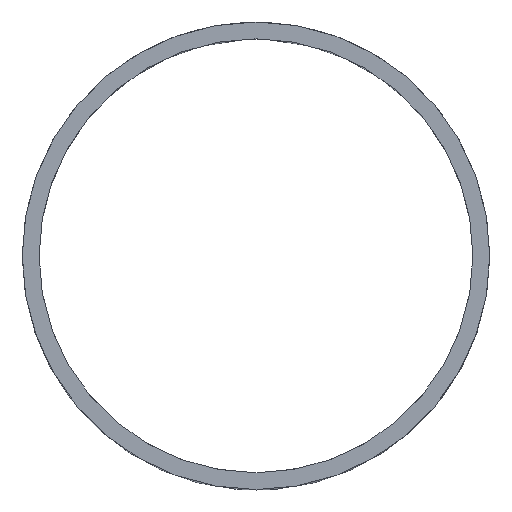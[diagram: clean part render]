
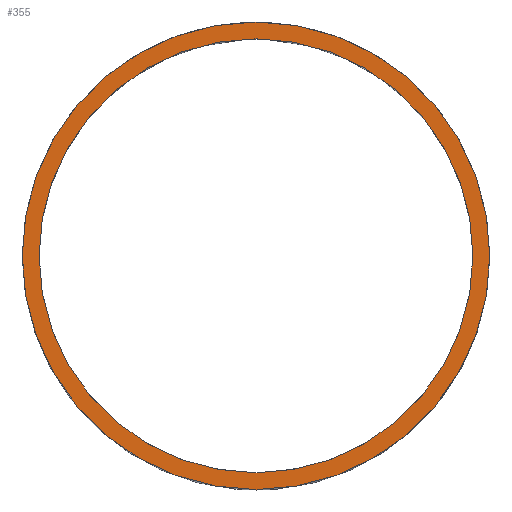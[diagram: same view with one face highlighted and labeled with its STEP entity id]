
A CAD part, top view. The second image highlights one B-rep face of the part: STEP entity #355.
In plain terms, the highlighted planar face has unit normal (0, 0, 1).
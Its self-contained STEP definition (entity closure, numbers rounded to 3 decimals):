
#28 = FACE_OUTER_BOUND ( 'NONE', #669, .T. ) ;
#42 = CARTESIAN_POINT ( 'NONE',  ( 0., 0., 30. ) ) ;
#51 = PLANE ( 'NONE',  #294 ) ;
#57 = AXIS2_PLACEMENT_3D ( 'NONE', #110, #242, #366 ) ;
#79 = VERTEX_POINT ( 'NONE', #510 ) ;
#87 = EDGE_CURVE ( 'NONE', #79, #288, #619, .T. ) ;
#92 = CARTESIAN_POINT ( 'NONE',  ( -25., 0., 30. ) ) ;
#110 = CARTESIAN_POINT ( 'NONE',  ( 0., 0., 30. ) ) ;
#123 = VERTEX_POINT ( 'NONE', #399 ) ;
#160 = EDGE_CURVE ( 'NONE', #123, #654, #314, .T. ) ;
#189 = CIRCLE ( 'NONE', #527, 25. ) ;
#242 = DIRECTION ( 'NONE',  ( 0., 0., 1. ) ) ;
#276 = ORIENTED_EDGE ( 'NONE', *, *, #160, .T. ) ;
#288 = VERTEX_POINT ( 'NONE', #545 ) ;
#294 = AXIS2_PLACEMENT_3D ( 'NONE', #42, #553, #310 ) ;
#310 = DIRECTION ( 'NONE',  ( 1., 0., 0. ) ) ;
#314 = CIRCLE ( 'NONE', #420, 25. ) ;
#330 = CARTESIAN_POINT ( 'NONE',  ( 0., 0., 30. ) ) ;
#352 = FACE_BOUND ( 'NONE', #797, .T. ) ;
#355 = ADVANCED_FACE ( 'NONE', ( #28, #352 ), #51, .T. ) ;
#366 = DIRECTION ( 'NONE',  ( 1., 0., 0. ) ) ;
#391 = DIRECTION ( 'NONE',  ( 0., 0., 1. ) ) ;
#399 = CARTESIAN_POINT ( 'NONE',  ( 25., 0., 30. ) ) ;
#400 = AXIS2_PLACEMENT_3D ( 'NONE', #504, #486, #771 ) ;
#403 = EDGE_CURVE ( 'NONE', #288, #79, #824, .T. ) ;
#420 = AXIS2_PLACEMENT_3D ( 'NONE', #330, #391, #457 ) ;
#457 = DIRECTION ( 'NONE',  ( 1., 0., 0. ) ) ;
#486 = DIRECTION ( 'NONE',  ( 0., 0., 1. ) ) ;
#504 = CARTESIAN_POINT ( 'NONE',  ( 0., 0., 30. ) ) ;
#510 = CARTESIAN_POINT ( 'NONE',  ( 23.2, 0., 30. ) ) ;
#511 = ORIENTED_EDGE ( 'NONE', *, *, #403, .F. ) ;
#516 = ORIENTED_EDGE ( 'NONE', *, *, #583, .T. ) ;
#527 = AXIS2_PLACEMENT_3D ( 'NONE', #591, #777, #715 ) ;
#545 = CARTESIAN_POINT ( 'NONE',  ( -23.2, 0., 30. ) ) ;
#553 = DIRECTION ( 'NONE',  ( 0., 0., 1. ) ) ;
#583 = EDGE_CURVE ( 'NONE', #654, #123, #189, .T. ) ;
#591 = CARTESIAN_POINT ( 'NONE',  ( 0., 0., 30. ) ) ;
#619 = CIRCLE ( 'NONE', #57, 23.2 ) ;
#654 = VERTEX_POINT ( 'NONE', #92 ) ;
#669 = EDGE_LOOP ( 'NONE', ( #516, #276 ) ) ;
#680 = ORIENTED_EDGE ( 'NONE', *, *, #87, .F. ) ;
#715 = DIRECTION ( 'NONE',  ( 1., 0., 0. ) ) ;
#771 = DIRECTION ( 'NONE',  ( 1., 0., 0. ) ) ;
#777 = DIRECTION ( 'NONE',  ( 0., 0., 1. ) ) ;
#797 = EDGE_LOOP ( 'NONE', ( #511, #680 ) ) ;
#824 = CIRCLE ( 'NONE', #400, 23.2 ) ;
